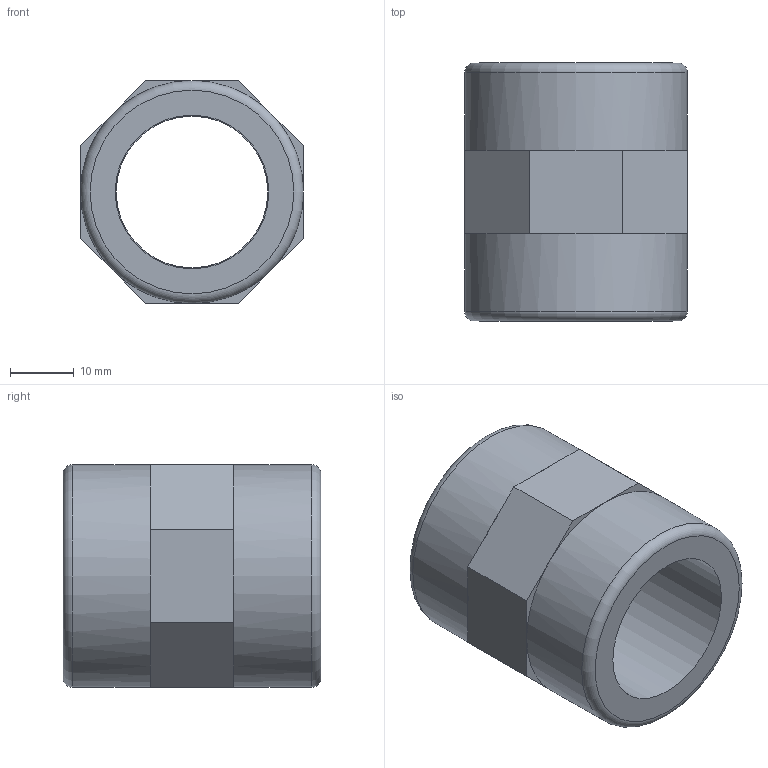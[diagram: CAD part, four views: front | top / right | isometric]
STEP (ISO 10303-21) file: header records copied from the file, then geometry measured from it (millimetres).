
FILE_DESCRIPTION(/* description */ (''),/* implementation_level */ '2;1');
FILE_NAME(/* name */ 'MIFV025034.ipt.stp',/* time_stamp */ '2014-06-06T15:26:54+02:00',/* author */ ('bfaro'),/* organization */ (''),/* preprocessor_version */ 'ST-DEVELOPER v15.6',/* originating_system */ 'Autodesk Inventor 2015',/* authorisation */ '');
FILE_SCHEMA (('AUTOMOTIVE_DESIGN { 1 0 10303 214 3 1 1 }'));
Length unit declared in the file: millimetre
Products named in the file (1): MIFV025034
Bounding box: 35 x 40.5 x 35 mm (x, y, z)
Volume: 20418.1 mm3; surface area: 8648.2 mm2
Topology: 1 solids, 1 shells, 35 faces, 75 edges, 44 vertices
Faces by surface type: plane 28, cylinder 5, torus 2
Full cylindrical faces by diameter (mm): 23.8 x1, 24.117 x1, 25 x1, 35 x2
Entity records: 914 total; most frequent: DIRECTION 164, CARTESIAN_POINT 144, ORIENTED_EDGE 132, EDGE_CURVE 66, AXIS2_PLACEMENT_3D 62, EDGE_LOOP 46, VERTEX_POINT 42, LINE 40
